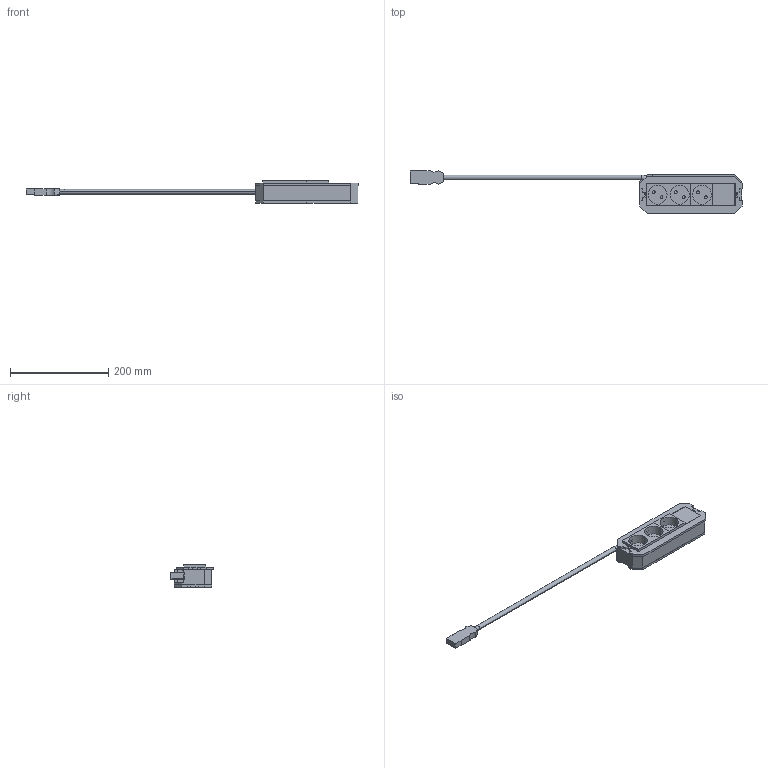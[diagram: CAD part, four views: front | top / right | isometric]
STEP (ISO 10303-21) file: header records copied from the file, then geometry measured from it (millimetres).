
FILE_DESCRIPTION (( 'STEP AP214' ), '1' );
FILE_NAME ('7404618.stp', '2020-12-08T15:42:34', ( '' ), ( '' ), 'SwSTEP 2.0', 'SolidWorks 2020', '' );
FILE_SCHEMA (( 'AUTOMOTIVE_DESIGN' ));
Length unit declared in the file: millimetre
Products named in the file (14): 044048_Standard; 30324E_Standard; 072941_Standard; P_0000011081_1_Stecker; 077657_Standard; 071650_Standard; 044039_Standard; 071656_Standard; 109367T1_f〉 konfektionierten UT; 044040_Standard; 077656_Standard; 109367_f〉 konfektionierten UT; 044407_Standard; 7404618
Assembly tree (14 placements, depth 4):
  7404618
    072941_Standard
    071650_Standard  x2
    071656_Standard
    044407_Standard
      044048_Standard
      077656_Standard
        044039_Standard
      077657_Standard
        044040_Standard
    109367_f〉 konfektionierten UT
      P_0000011081_1_Stecker
      109367T1_f〉 konfektionierten UT
    30324E_Standard
Bounding box: 675.61 x 87.08 x 45.25 mm (x, y, z)
Volume: 375125.8 mm3; surface area: 165741.9 mm2
Topology: 10 solids, 10 shells, 205 faces, 518 edges, 344 vertices
Faces by surface type: plane 163, cylinder 40, torus 2
Entity records: 6182 total; most frequent: CARTESIAN_POINT 1002, DIRECTION 978, ORIENTED_EDGE 952, EDGE_CURVE 476, VECTOR 394, LINE 394, VERTEX_POINT 316, AXIS2_PLACEMENT_3D 292
